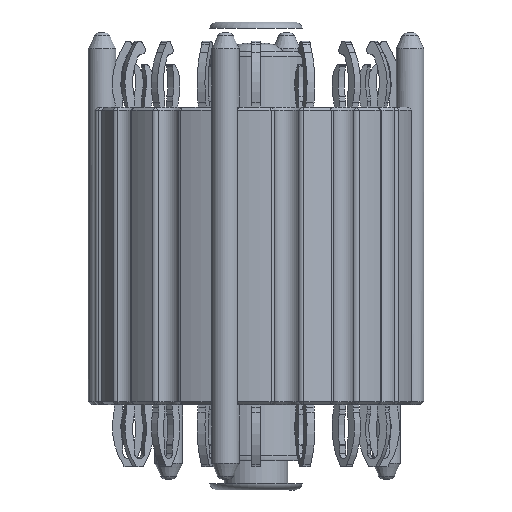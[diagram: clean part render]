
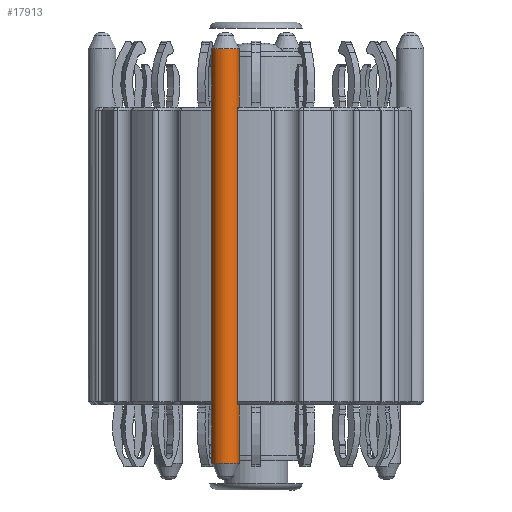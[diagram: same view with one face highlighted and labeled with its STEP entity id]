
A CAD part, left-side view. The second image highlights one B-rep face of the part: STEP entity #17913.
In plain terms, the highlighted cylindrical face has radius 0.65 mm (diameter 1.3 mm), a full revolution.
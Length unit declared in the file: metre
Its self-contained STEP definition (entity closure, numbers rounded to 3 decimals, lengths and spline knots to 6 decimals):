
#44=B_SPLINE_CURVE_WITH_KNOTS('',3,(#30593,#30594,#30595,#30596),
 .UNSPECIFIED.,.F.,.F.,(4,4),(-0.463524,-0.443249),
 .UNSPECIFIED.);
#53=B_SPLINE_CURVE_WITH_KNOTS('',3,(#30789,#30790,#30791,#30792),
 .UNSPECIFIED.,.F.,.F.,(4,4),(-0.033604,-0.013329),
 .UNSPECIFIED.);
#54=B_SPLINE_CURVE_WITH_KNOTS('',3,(#30797,#30798,#30799,#30800),
 .UNSPECIFIED.,.F.,.F.,(4,4),(-0.238256,-0.217981),
 .UNSPECIFIED.);
#55=B_SPLINE_CURVE_WITH_KNOTS('',3,(#30803,#30804,#30805,#30806),
 .UNSPECIFIED.,.F.,.F.,(4,4),(-0.258871,-0.238596),
 .UNSPECIFIED.);
#621=CYLINDRICAL_SURFACE('',#19930,0.00065);
#2030=LINE('',#30786,#3530);
#2031=LINE('',#30788,#3531);
#2032=LINE('',#30794,#3532);
#2033=LINE('',#30802,#3533);
#3530=VECTOR('',#25156,0.00065);
#3531=VECTOR('',#25157,1.);
#3532=VECTOR('',#25158,0.00065);
#3533=VECTOR('',#25161,1.);
#4517=FACE_OUTER_BOUND('',#5558,.T.);
#5558=EDGE_LOOP('',(#15910,#15911,#15912,#15913,#15914,#15915,#15916,#15917,
#15918,#15919,#15920,#15921,#15922,#15923,#15924,#15925,#15926));
#5786=CIRCLE('',#18154,0.00065);
#5787=CIRCLE('',#18155,0.00065);
#6763=CIRCLE('',#19890,0.00065);
#6764=CIRCLE('',#19891,0.00065);
#6795=CIRCLE('',#19931,0.00065);
#6796=CIRCLE('',#19932,0.00065);
#6797=CIRCLE('',#19933,0.00065);
#6957=VERTEX_POINT('',#26100);
#6958=VERTEX_POINT('',#26102);
#6959=VERTEX_POINT('',#26104);
#8455=VERTEX_POINT('',#30591);
#8456=VERTEX_POINT('',#30592);
#8485=VERTEX_POINT('',#30658);
#8486=VERTEX_POINT('',#30660);
#8522=VERTEX_POINT('',#30782);
#8523=VERTEX_POINT('',#30783);
#8524=VERTEX_POINT('',#30787);
#8525=VERTEX_POINT('',#30793);
#8526=VERTEX_POINT('',#30796);
#8527=VERTEX_POINT('',#30801);
#8722=EDGE_CURVE('',#6957,#6958,#5786,.F.);
#8723=EDGE_CURVE('',#6958,#6959,#5787,.F.);
#10941=EDGE_CURVE('',#8455,#8456,#44,.T.);
#10974=EDGE_CURVE('',#8455,#8485,#6763,.F.);
#10975=EDGE_CURVE('',#8485,#8486,#6764,.F.);
#11026=EDGE_CURVE('',#8522,#8523,#6795,.T.);
#11027=EDGE_CURVE('',#8523,#8522,#6796,.T.);
#11028=EDGE_CURVE('',#8523,#8485,#2030,.T.);
#11029=EDGE_CURVE('',#8524,#8456,#2031,.F.);
#11030=EDGE_CURVE('',#8524,#6959,#53,.T.);
#11031=EDGE_CURVE('',#6958,#8525,#2032,.T.);
#11032=EDGE_CURVE('',#8525,#8525,#6797,.T.);
#11033=EDGE_CURVE('',#6957,#8526,#54,.T.);
#11034=EDGE_CURVE('',#8527,#8526,#2033,.T.);
#11035=EDGE_CURVE('',#8527,#8486,#55,.T.);
#15910=ORIENTED_EDGE('',*,*,#11026,.F.);
#15911=ORIENTED_EDGE('',*,*,#11027,.F.);
#15912=ORIENTED_EDGE('',*,*,#11028,.T.);
#15913=ORIENTED_EDGE('',*,*,#10974,.F.);
#15914=ORIENTED_EDGE('',*,*,#10941,.T.);
#15915=ORIENTED_EDGE('',*,*,#11029,.F.);
#15916=ORIENTED_EDGE('',*,*,#11030,.T.);
#15917=ORIENTED_EDGE('',*,*,#8723,.F.);
#15918=ORIENTED_EDGE('',*,*,#11031,.T.);
#15919=ORIENTED_EDGE('',*,*,#11032,.F.);
#15920=ORIENTED_EDGE('',*,*,#11031,.F.);
#15921=ORIENTED_EDGE('',*,*,#8722,.F.);
#15922=ORIENTED_EDGE('',*,*,#11033,.T.);
#15923=ORIENTED_EDGE('',*,*,#11034,.F.);
#15924=ORIENTED_EDGE('',*,*,#11035,.T.);
#15925=ORIENTED_EDGE('',*,*,#10975,.F.);
#15926=ORIENTED_EDGE('',*,*,#11028,.F.);
#17913=ADVANCED_FACE('',(#4517),#621,.T.);
#18154=AXIS2_PLACEMENT_3D('',#26103,#20317,#20318);
#18155=AXIS2_PLACEMENT_3D('',#26105,#20319,#20320);
#19890=AXIS2_PLACEMENT_3D('',#30659,#25058,#25059);
#19891=AXIS2_PLACEMENT_3D('',#30661,#25060,#25061);
#19930=AXIS2_PLACEMENT_3D('',#30781,#25150,#25151);
#19931=AXIS2_PLACEMENT_3D('',#30784,#25152,#25153);
#19932=AXIS2_PLACEMENT_3D('',#30785,#25154,#25155);
#19933=AXIS2_PLACEMENT_3D('',#30795,#25159,#25160);
#20317=DIRECTION('center_axis',(0.,0.,-1.));
#20318=DIRECTION('ref_axis',(0.,1.,0.));
#20319=DIRECTION('center_axis',(0.,0.,-1.));
#20320=DIRECTION('ref_axis',(0.,1.,0.));
#25058=DIRECTION('center_axis',(0.,0.,1.));
#25059=DIRECTION('ref_axis',(0.,-1.,0.));
#25060=DIRECTION('center_axis',(0.,0.,1.));
#25061=DIRECTION('ref_axis',(0.,-1.,0.));
#25150=DIRECTION('center_axis',(0.,0.,1.));
#25151=DIRECTION('ref_axis',(-1.,0.,0.));
#25152=DIRECTION('center_axis',(0.,0.,1.));
#25153=DIRECTION('ref_axis',(-1.,0.,0.));
#25154=DIRECTION('center_axis',(0.,0.,1.));
#25155=DIRECTION('ref_axis',(-1.,0.,0.));
#25156=DIRECTION('',(0.,0.,-1.));
#25157=DIRECTION('',(0.,0.,-1.));
#25158=DIRECTION('',(0.,0.,-1.));
#25159=DIRECTION('center_axis',(0.,0.,-1.));
#25160=DIRECTION('ref_axis',(-1.,0.,0.));
#25161=DIRECTION('',(0.,0.,-1.));
#26100=CARTESIAN_POINT('',(0.067594,0.025812,-0.012));
#26102=CARTESIAN_POINT('',(0.06841,0.02644,-0.012));
#26103=CARTESIAN_POINT('Origin',(0.06776,0.02644,
-0.012));
#26104=CARTESIAN_POINT('',(0.067847,0.027084,-0.012));
#26105=CARTESIAN_POINT('Origin',(0.06776,0.02644,
-0.012));
#30591=CARTESIAN_POINT('',(0.067847,0.027084,0.002));
#30592=CARTESIAN_POINT('',(0.067692,0.027087,0.00185));
#30593=CARTESIAN_POINT('Ctrl Pts',(0.067847,0.027084,
0.002));
#30594=CARTESIAN_POINT('Ctrl Pts',(0.067797,0.027091,
0.00195));
#30595=CARTESIAN_POINT('Ctrl Pts',(0.067745,0.027092,
0.001899));
#30596=CARTESIAN_POINT('Ctrl Pts',(0.067692,0.027087,
0.00185));
#30658=CARTESIAN_POINT('',(0.06841,0.02644,0.002));
#30659=CARTESIAN_POINT('Origin',(0.06776,0.02644,
0.002));
#30660=CARTESIAN_POINT('',(0.067594,0.025812,0.002));
#30661=CARTESIAN_POINT('Origin',(0.06776,0.02644,
0.002));
#30781=CARTESIAN_POINT('Origin',(0.06776,0.02644,
-0.01175));
#30782=CARTESIAN_POINT('',(0.06711,0.02644,0.00475));
#30783=CARTESIAN_POINT('',(0.06841,0.02644,0.00475));
#30784=CARTESIAN_POINT('Origin',(0.06776,0.02644,
0.00475));
#30785=CARTESIAN_POINT('Origin',(0.06776,0.02644,
0.00475));
#30786=CARTESIAN_POINT('',(0.06841,0.02644,-0.01175));
#30787=CARTESIAN_POINT('',(0.067692,0.027087,-0.01185));
#30788=CARTESIAN_POINT('',(0.067692,0.027087,-0.0055));
#30789=CARTESIAN_POINT('Ctrl Pts',(0.067692,0.027087,
-0.01185));
#30790=CARTESIAN_POINT('Ctrl Pts',(0.067745,0.027092,
-0.011899));
#30791=CARTESIAN_POINT('Ctrl Pts',(0.067797,0.027091,
-0.01195));
#30792=CARTESIAN_POINT('Ctrl Pts',(0.067847,0.027084,
-0.012));
#30793=CARTESIAN_POINT('',(0.06841,0.02644,-0.01475));
#30794=CARTESIAN_POINT('',(0.06841,0.02644,-0.01175));
#30795=CARTESIAN_POINT('Origin',(0.06776,0.02644,
-0.01475));
#30796=CARTESIAN_POINT('',(0.06745,0.025869,-0.01185));
#30797=CARTESIAN_POINT('Ctrl Pts',(0.067594,0.025812,
-0.012));
#30798=CARTESIAN_POINT('Ctrl Pts',(0.067546,0.025824,
-0.01195));
#30799=CARTESIAN_POINT('Ctrl Pts',(0.067497,0.025843,
-0.011899));
#30800=CARTESIAN_POINT('Ctrl Pts',(0.06745,0.025869,
-0.01185));
#30801=CARTESIAN_POINT('',(0.06745,0.025869,0.00185));
#30802=CARTESIAN_POINT('',(0.06745,0.025869,-0.0055));
#30803=CARTESIAN_POINT('Ctrl Pts',(0.06745,0.025869,
0.00185));
#30804=CARTESIAN_POINT('Ctrl Pts',(0.067497,0.025843,
0.001899));
#30805=CARTESIAN_POINT('Ctrl Pts',(0.067546,0.025824,
0.00195));
#30806=CARTESIAN_POINT('Ctrl Pts',(0.067594,0.025812,
0.002));
